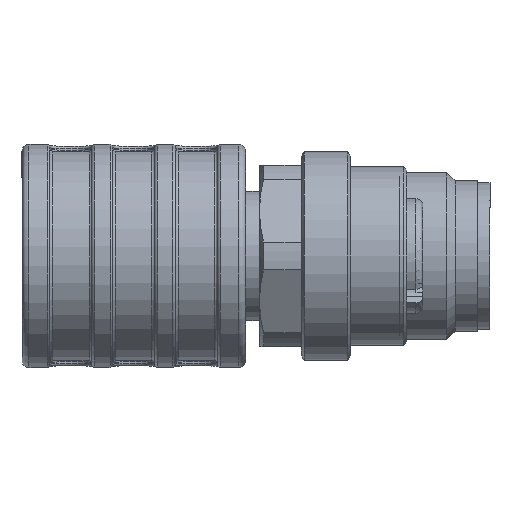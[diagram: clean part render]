
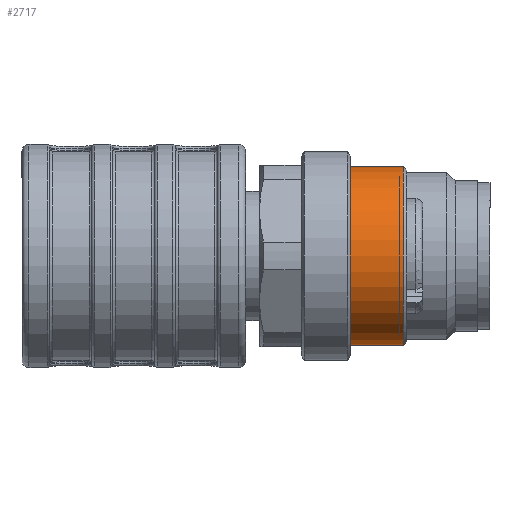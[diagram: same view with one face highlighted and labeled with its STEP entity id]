
A CAD part, left-side view. The second image highlights one B-rep face of the part: STEP entity #2717.
In plain terms, the highlighted cylindrical face has radius 6.4 mm (diameter 12.8 mm), a full revolution.
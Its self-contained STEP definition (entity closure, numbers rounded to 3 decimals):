
#2045=CYLINDRICAL_SURFACE('',#10877,6.4);
#2324=FACE_BOUND('',#4127,.T.);
#2325=FACE_BOUND('',#4128,.T.);
#2717=ADVANCED_FACE('',(#2324,#2325),#2045,.T.);
#4127=EDGE_LOOP('',(#6002));
#4128=EDGE_LOOP('',(#6003));
#6002=ORIENTED_EDGE('',*,*,#9077,.T.);
#6003=ORIENTED_EDGE('',*,*,#9078,.T.);
#7871=VERTEX_POINT('',#16522);
#7872=VERTEX_POINT('',#16525);
#9077=EDGE_CURVE('',#7871,#7871,#10041,.T.);
#9078=EDGE_CURVE('',#7872,#7872,#10042,.T.);
#10041=CIRCLE('',#10874,6.4);
#10042=CIRCLE('',#10876,6.4);
#10874=AXIS2_PLACEMENT_3D('',#16521,#12980,#12981);
#10876=AXIS2_PLACEMENT_3D('',#16524,#12984,#12985);
#10877=AXIS2_PLACEMENT_3D('',#16526,#12986,#12987);
#12980=DIRECTION('',(0.,1.,0.));
#12981=DIRECTION('',(1.,0.,0.));
#12984=DIRECTION('',(0.,-1.,0.));
#12985=DIRECTION('',(0.,0.,-1.));
#12986=DIRECTION('',(0.,-1.,0.));
#12987=DIRECTION('',(0.,0.,-1.));
#16521=CARTESIAN_POINT('',(37.901,-19.3,0.));
#16522=CARTESIAN_POINT('',(44.301,-19.3,0.));
#16524=CARTESIAN_POINT('',(37.901,-15.5,0.));
#16525=CARTESIAN_POINT('',(37.901,-15.5,-6.4));
#16526=CARTESIAN_POINT('',(37.901,-19.5,0.));
